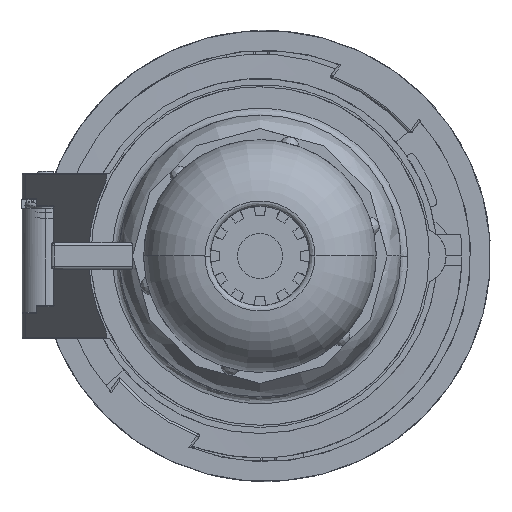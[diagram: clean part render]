
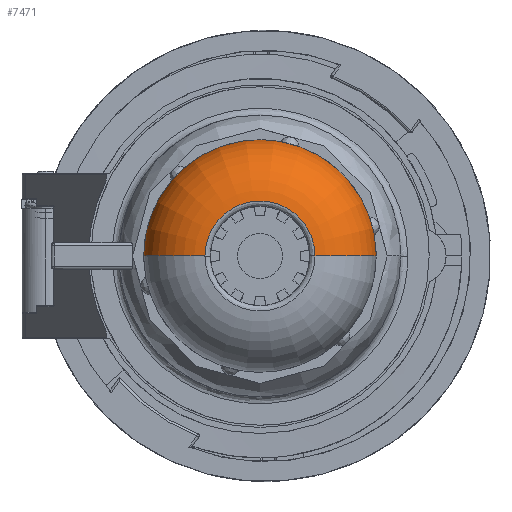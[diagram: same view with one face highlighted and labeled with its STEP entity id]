
A CAD part, left-side view. The second image highlights one B-rep face of the part: STEP entity #7471.
In plain terms, the highlighted toroidal (fillet/blend) face has major radius 11 mm and minor radius 14.75 mm.
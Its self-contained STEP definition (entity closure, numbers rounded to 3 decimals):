
#239 = CARTESIAN_POINT ( 'NONE',  ( -161.75, -11., 0. ) ) ;
#665 = CARTESIAN_POINT ( 'NONE',  ( -176.452, 12.189, 0. ) ) ;
#1131 = EDGE_CURVE ( 'NONE', #45149, #12735, #36370, .T. ) ;
#3887 = DIRECTION ( 'NONE',  ( -1., 0., 0. ) ) ;
#4133 = CIRCLE ( 'NONE', #30736, 25.75 ) ;
#4424 = AXIS2_PLACEMENT_3D ( 'NONE', #5365, #37491, #12262 ) ;
#4818 = CARTESIAN_POINT ( 'NONE',  ( -161.75, 11., 0. ) ) ;
#5365 = CARTESIAN_POINT ( 'NONE',  ( -161.75, 0., 0. ) ) ;
#7471 = ADVANCED_FACE ( 'NONE', ( #44183 ), #22379, .T. ) ;
#9631 = ORIENTED_EDGE ( 'NONE', *, *, #1131, .T. ) ;
#9679 = VERTEX_POINT ( 'NONE', #46948 ) ;
#9753 = DIRECTION ( 'NONE',  ( 1., 0., 0. ) ) ;
#9869 = DIRECTION ( 'NONE',  ( 0., -0.998, 0.063 ) ) ;
#9943 = EDGE_CURVE ( 'NONE', #19159, #13585, #39607, .T. ) ;
#10176 = DIRECTION ( 'NONE',  ( 1., 0., 0. ) ) ;
#10991 = AXIS2_PLACEMENT_3D ( 'NONE', #30362, #23481, #9869 ) ;
#11845 = CARTESIAN_POINT ( 'NONE',  ( -161.75, 25.75, 0. ) ) ;
#12262 = DIRECTION ( 'NONE',  ( 0., -0.998, 0.063 ) ) ;
#12735 = VERTEX_POINT ( 'NONE', #16732 ) ;
#13585 = VERTEX_POINT ( 'NONE', #38979 ) ;
#14707 = ORIENTED_EDGE ( 'NONE', *, *, #26466, .T. ) ;
#15838 = ORIENTED_EDGE ( 'NONE', *, *, #43548, .T. ) ;
#15934 = ORIENTED_EDGE ( 'NONE', *, *, #32849, .F. ) ;
#16732 = CARTESIAN_POINT ( 'NONE',  ( -161.75, 0., 25.75 ) ) ;
#18405 = DIRECTION ( 'NONE',  ( 0., -0.998, 0.063 ) ) ;
#19159 = VERTEX_POINT ( 'NONE', #665 ) ;
#19345 = CIRCLE ( 'NONE', #10991, 12.189 ) ;
#21394 = AXIS2_PLACEMENT_3D ( 'NONE', #31814, #10176, #23998 ) ;
#21456 = CIRCLE ( 'NONE', #38849, 14.75 ) ;
#22379 = TOROIDAL_SURFACE ( 'NONE', #28452, 11., 14.75 ) ;
#23481 = DIRECTION ( 'NONE',  ( 1., 0., 0. ) ) ;
#23822 = DIRECTION ( 'NONE',  ( 0., 1., 0. ) ) ;
#23998 = DIRECTION ( 'NONE',  ( 0., -0.998, 0.063 ) ) ;
#25582 = CARTESIAN_POINT ( 'NONE',  ( -161.75, 0., 0. ) ) ;
#26466 = EDGE_CURVE ( 'NONE', #13585, #9679, #19345, .T. ) ;
#26540 = CARTESIAN_POINT ( 'NONE',  ( -161.75, -25.75, 0. ) ) ;
#26717 = EDGE_CURVE ( 'NONE', #12735, #31665, #4133, .T. ) ;
#26755 = EDGE_LOOP ( 'NONE', ( #45857, #14707, #15838, #9631, #27235, #15934 ) ) ;
#26938 = DIRECTION ( 'NONE',  ( -1., 0., 0. ) ) ;
#27235 = ORIENTED_EDGE ( 'NONE', *, *, #26717, .T. ) ;
#28142 = AXIS2_PLACEMENT_3D ( 'NONE', #239, #39007, #36387 ) ;
#28452 = AXIS2_PLACEMENT_3D ( 'NONE', #45936, #9753, #23822 ) ;
#30362 = CARTESIAN_POINT ( 'NONE',  ( -176.452, 0., 0. ) ) ;
#30512 = DIRECTION ( 'NONE',  ( 0., 0., -1. ) ) ;
#30736 = AXIS2_PLACEMENT_3D ( 'NONE', #25582, #3887, #18405 ) ;
#31665 = VERTEX_POINT ( 'NONE', #11845 ) ;
#31814 = CARTESIAN_POINT ( 'NONE',  ( -176.452, 0., 0. ) ) ;
#32687 = CIRCLE ( 'NONE', #28142, 14.75 ) ;
#32849 = EDGE_CURVE ( 'NONE', #19159, #31665, #21456, .T. ) ;
#36370 = CIRCLE ( 'NONE', #4424, 25.75 ) ;
#36387 = DIRECTION ( 'NONE',  ( 1., 0., 0. ) ) ;
#37491 = DIRECTION ( 'NONE',  ( -1., 0., 0. ) ) ;
#38849 = AXIS2_PLACEMENT_3D ( 'NONE', #4818, #30512, #26938 ) ;
#38979 = CARTESIAN_POINT ( 'NONE',  ( -176.452, -12.188, 0.092 ) ) ;
#39007 = DIRECTION ( 'NONE',  ( 0., 0., 1. ) ) ;
#39607 = CIRCLE ( 'NONE', #21394, 12.189 ) ;
#43548 = EDGE_CURVE ( 'NONE', #9679, #45149, #32687, .T. ) ;
#44183 = FACE_OUTER_BOUND ( 'NONE', #26755, .T. ) ;
#45149 = VERTEX_POINT ( 'NONE', #26540 ) ;
#45857 = ORIENTED_EDGE ( 'NONE', *, *, #9943, .T. ) ;
#45936 = CARTESIAN_POINT ( 'NONE',  ( -161.75, 0., 0. ) ) ;
#46948 = CARTESIAN_POINT ( 'NONE',  ( -176.452, -12.189, 0. ) ) ;
